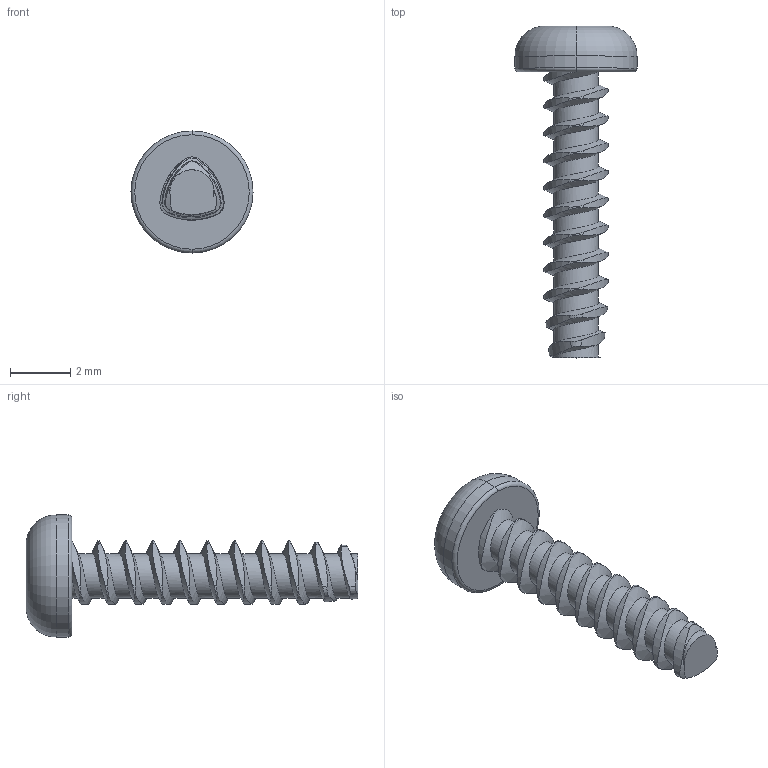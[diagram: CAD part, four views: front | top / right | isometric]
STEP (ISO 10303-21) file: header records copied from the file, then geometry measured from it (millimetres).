
FILE_DESCRIPTION (( 'STEP AP203' ), '1' );
FILE_NAME ('WCP-0356.STEP', '2021-04-13T01:10:32', ( '' ), ( '' ), 'SwSTEP 2.0', 'SolidWorks 2020', '' );
FILE_SCHEMA (( 'CONFIG_CONTROL_DESIGN' ));
Length unit declared in the file: inch
Products named in the file (1): WCP-0356
Bounding box: 4.06 x 11.05 x 4.06 mm (x, y, z)
Volume: 36.5 mm3; surface area: 114.2 mm2
Topology: 1 solids, 1 shells, 108 faces, 307 edges, 203 vertices
Faces by surface type: cylinder 80, cone 17, torus 4, plane 4, bspline 3
Entity records: 5971 total; most frequent: CARTESIAN_POINT 3359, ORIENTED_EDGE 614, DIRECTION 413, EDGE_CURVE 307, VERTEX_POINT 203, AXIS2_PLACEMENT_3D 159, B_SPLINE_CURVE_WITH_KNOTS 157, EDGE_LOOP 110
